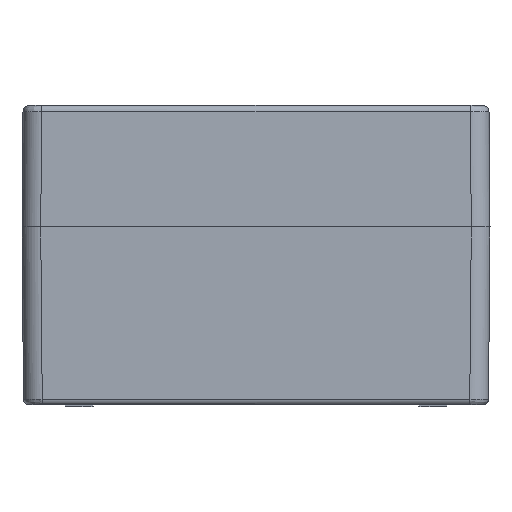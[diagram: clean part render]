
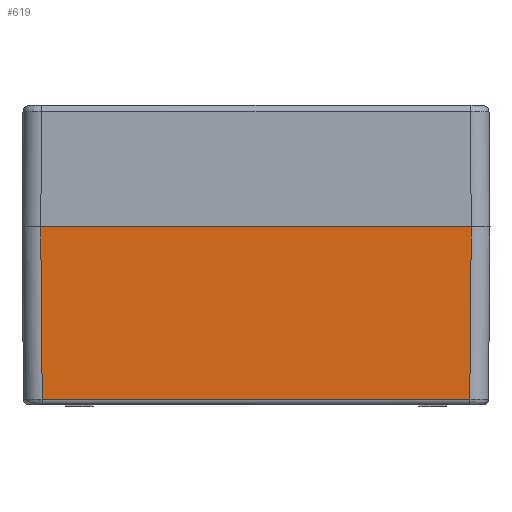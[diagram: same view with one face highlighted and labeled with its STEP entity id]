
A CAD part, left-side view. The second image highlights one B-rep face of the part: STEP entity #619.
In plain terms, the highlighted planar face has unit normal (-1, 0, -0.009).
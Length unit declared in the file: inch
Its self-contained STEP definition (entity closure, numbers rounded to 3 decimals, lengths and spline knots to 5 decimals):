
#619 = ADVANCED_FACE ( 'NONE', ( #811 ), #14391, .T. ) ;
#811 = FACE_OUTER_BOUND ( 'NONE', #2502, .T. ) ;
#1583 = ORIENTED_EDGE ( 'NONE', *, *, #9051, .T. ) ;
#2502 = EDGE_LOOP ( 'NONE', ( #9588, #11742, #8292, #1583 ) ) ;
#3893 = CARTESIAN_POINT ( 'NONE',  ( -11.81068, -4.52723, -0.03951 ) ) ;
#4061 = LINE ( 'NONE', #10779, #7412 ) ;
#5853 = CARTESIAN_POINT ( 'NONE',  ( -11.81102, 4.92126, 0. ) ) ;
#5897 = DIRECTION ( 'NONE',  ( -0.009, 0., 1. ) ) ;
#5920 = EDGE_CURVE ( 'NONE', #17284, #15472, #9658, .T. ) ;
#6991 = VERTEX_POINT ( 'NONE', #13646 ) ;
#7105 = VECTOR ( 'NONE', #10917, 39.37008 ) ;
#7412 = VECTOR ( 'NONE', #17544, 39.37008 ) ;
#7435 = DIRECTION ( 'NONE',  ( -1., 0., -0.009 ) ) ;
#7493 = CARTESIAN_POINT ( 'NONE',  ( -11.77941, 4.49596, -3.62308 ) ) ;
#7763 = CARTESIAN_POINT ( 'NONE',  ( -11.81102, 4.92126, 0. ) ) ;
#8292 = ORIENTED_EDGE ( 'NONE', *, *, #13451, .F. ) ;
#8477 = VECTOR ( 'NONE', #15824, 39.37008 ) ;
#9051 = EDGE_CURVE ( 'NONE', #6991, #15472, #20976, .T. ) ;
#9379 = AXIS2_PLACEMENT_3D ( 'NONE', #7763, #7435, #5897 ) ;
#9409 = EDGE_CURVE ( 'NONE', #20041, #17284, #4061, .T. ) ;
#9588 = ORIENTED_EDGE ( 'NONE', *, *, #5920, .F. ) ;
#9658 = LINE ( 'NONE', #16417, #11054 ) ;
#10779 = CARTESIAN_POINT ( 'NONE',  ( -11.77941, 2.46063, -3.62308 ) ) ;
#10917 = DIRECTION ( 'NONE',  ( 0., 1., 0. ) ) ;
#11054 = VECTOR ( 'NONE', #11758, 39.37008 ) ;
#11742 = ORIENTED_EDGE ( 'NONE', *, *, #9409, .F. ) ;
#11758 = DIRECTION ( 'NONE',  ( -0.009, 0.009, 1. ) ) ;
#13336 = CARTESIAN_POINT ( 'NONE',  ( -11.81102, 4.52757, 0. ) ) ;
#13451 = EDGE_CURVE ( 'NONE', #6991, #20041, #20570, .T. ) ;
#13646 = CARTESIAN_POINT ( 'NONE',  ( -11.81102, -4.52757, 0. ) ) ;
#14391 = PLANE ( 'NONE',  #9379 ) ;
#15472 = VERTEX_POINT ( 'NONE', #13336 ) ;
#15824 = DIRECTION ( 'NONE',  ( 0.009, 0.009, -1. ) ) ;
#16417 = CARTESIAN_POINT ( 'NONE',  ( -11.81015, 4.5267, -0.09962 ) ) ;
#17284 = VERTEX_POINT ( 'NONE', #7493 ) ;
#17544 = DIRECTION ( 'NONE',  ( 0., 1., 0. ) ) ;
#20041 = VERTEX_POINT ( 'NONE', #21104 ) ;
#20570 = LINE ( 'NONE', #3893, #8477 ) ;
#20976 = LINE ( 'NONE', #5853, #7105 ) ;
#21104 = CARTESIAN_POINT ( 'NONE',  ( -11.77941, -4.49596, -3.62308 ) ) ;
